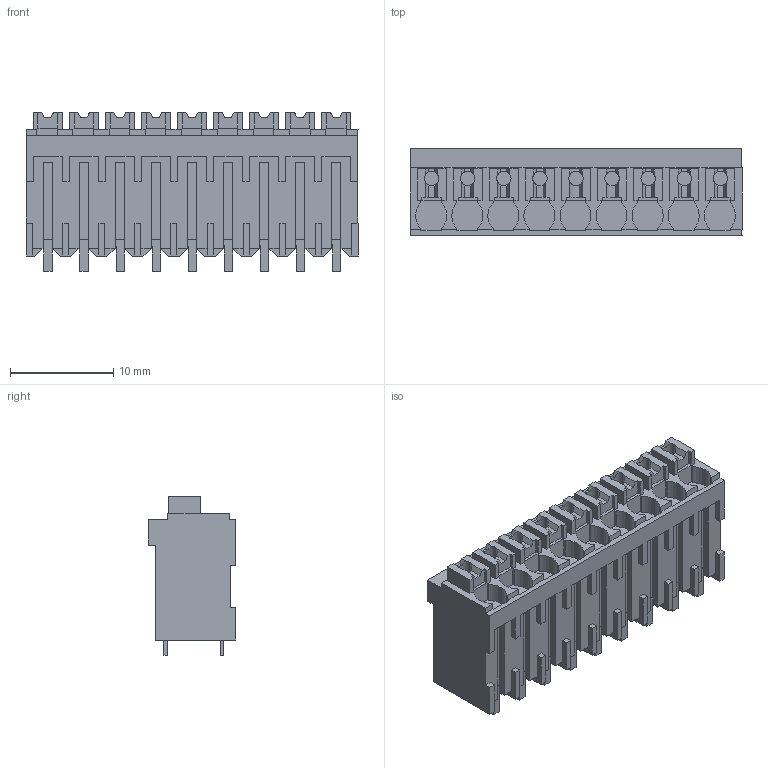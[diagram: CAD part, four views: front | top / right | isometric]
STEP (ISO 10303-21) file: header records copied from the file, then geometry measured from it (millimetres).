
FILE_DESCRIPTION(('CATIA V5 STEP Exchange','CAx-IF Rec.Pracs.--- Model Styling and Organization---1.2---2011-12-15'),'2;1');
FILE_NAME ('D1457925_0_1870710000_1870710000.stp','2018-03-20T05:03:40+00:00',('none'),('Weidmueller'),'CATIA Version 5-6 Release 2014','CATIA V5 STEP AP214','none');
FILE_SCHEMA(('AUTOMOTIVE_DESIGN { 1 0 10303 214 1 1 1 1 }'));
Length unit declared in the file: millimetre
Products named in the file (1): 1870710000
Bounding box: 32.2 x 8.5 x 15.42 mm (x, y, z)
Volume: 2533.8 mm3; surface area: 2894.8 mm2
Topology: 28 solids, 28 shells, 736 faces, 2112 edges, 1423 vertices
Faces by surface type: plane 700, cylinder 36
Entity records: 23353 total; most frequent: CARTESIAN_POINT 4614, ORIENTED_EDGE 4224, DIRECTION 3062, EDGE_CURVE 2112, VECTOR 1968, LINE 1968, VERTEX_POINT 1423, EDGE_LOOP 745
